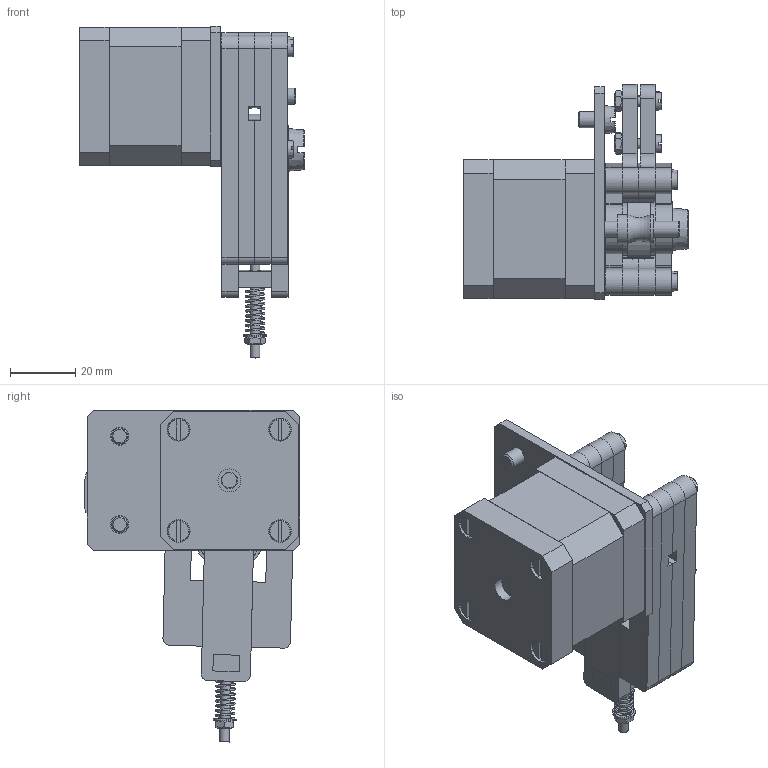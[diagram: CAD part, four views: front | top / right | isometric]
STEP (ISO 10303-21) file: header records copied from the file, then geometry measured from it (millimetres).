
FILE_DESCRIPTION(/* description */ (''),/* implementation_level */ '2;1');
FILE_NAME(/* name */ 'extruder.stp',/* time_stamp */ '2015-02-08T14:42:23+01:00',/* author */ ('Marc'),/* organization */ (''),/* preprocessor_version */ 'ST-DEVELOPER v15.6',/* originating_system */ 'Autodesk Inventor 2015',/* authorisation */ '');
FILE_SCHEMA (('AUTOMOTIVE_DESIGN { 1 0 10303 214 3 1 1 }'));
Length unit declared in the file: millimetre
Products named in the file (25): Kugellager-Schieber-Seite_M8Gewinde; DIN 125 - A 8,4; Kugellager_8x22x7_608ZZ; Kugellager-Schieber-Seite; Nema17_Montageplatte_Extruder; Drückbrücke; Drückbrücke_U; BackPlatte; Frontplatte; Mittelteil; DIN 84 - M4 x 8; Nema17_Schrittmotor; MK8_Drive_gear; DIN 125 - A 3,7; Kugellager-Schieber-Druckplatte; DIN 934 - M3 x 0,5; Drückbrücke_U_Gespiegelt; M3x40_Gewindestück; Feder; DIN 125 - A 3,2; DIN 84 - M8 x 20; DIN 84 - M3 x 28; DIN 84 - M5 x 8; DIN 84 - M3 x 12; extruder
Assembly tree (46 placements, depth 3):
  extruder
    Kugellager-Schieber-Seite_M8Gewinde
    DIN 125 - A 8,4  x2
    Kugellager_8x22x7_608ZZ
    Kugellager-Schieber-Seite
    Nema17_Montageplatte_Extruder
    Drückbrücke  x4
    Drückbrücke_U
    Nema17_Schrittmotor
      BackPlatte
      Frontplatte
      Mittelteil
      DIN 84 - M4 x 8  x4
    MK8_Drive_gear
    DIN 125 - A 3,7  x4
    Kugellager-Schieber-Druckplatte
    DIN 934 - M3 x 0,5  x6
    Drückbrücke_U_Gespiegelt
    M3x40_Gewindestück
    Feder
    DIN 125 - A 3,2
    DIN 84 - M8 x 20
    DIN 84 - M3 x 28  x4
    DIN 84 - M5 x 8  x2
    DIN 84 - M3 x 12  x4
Bounding box: 68.7 x 65.82 x 101.49 mm (x, y, z)
Volume: 122788 mm3; surface area: 60300.1 mm2
Topology: 46 solids, 46 shells, 633 faces, 1478 edges, 962 vertices
Faces by surface type: plane 367, cylinder 154, cone 80, torus 31, bspline 1
Full cylindrical faces by diameter (mm): 2.459 x6, 2.729 x8, 3 x17, 3.1 x17, 3.2 x1, 3.242 x8, 3.5 x4, 3.621 x4, 3.7 x4, 4 x4, 4.567 x2, 5 x6, 5.5 x2, 6.8 x1, 7 x7, 7.323 x1, 8 x7, 8.4 x2, 9 x2, 10 x2, 16 x2, 20 x2, 22 x2, 24 x1
Entity records: 12816 total; most frequent: CARTESIAN_POINT 3603, DIRECTION 1881, ORIENTED_EDGE 1566, EDGE_CURVE 783, AXIS2_PLACEMENT_3D 711, EDGE_LOOP 586, VERTEX_POINT 577, LINE 459
